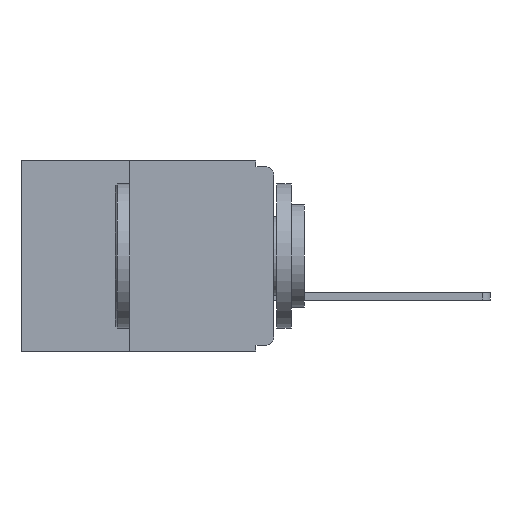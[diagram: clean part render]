
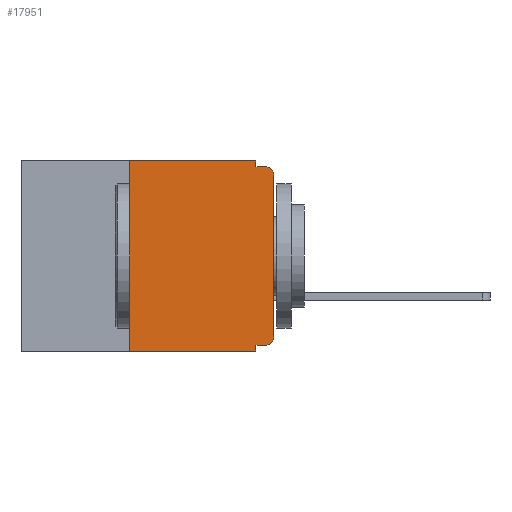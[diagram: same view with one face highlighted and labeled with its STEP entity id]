
A CAD part, left-side view. The second image highlights one B-rep face of the part: STEP entity #17951.
In plain terms, the highlighted planar face has unit normal (-1, 0, 0).
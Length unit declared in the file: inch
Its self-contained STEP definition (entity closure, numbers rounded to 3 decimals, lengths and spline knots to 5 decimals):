
#6 = DIRECTION ( 'NONE',  ( 0., -1., 0. ) ) ;
#33 = CARTESIAN_POINT ( 'NONE',  ( 0., 0.031, -0.32 ) ) ;
#47 = VECTOR ( 'NONE', #6, 39.37008 ) ;
#283 = DIRECTION ( 'NONE',  ( 1., 0., 0. ) ) ;
#745 = VECTOR ( 'NONE', #936, 39.37008 ) ;
#748 = CARTESIAN_POINT ( 'NONE',  ( 0., 0.015, -0.305 ) ) ;
#936 = DIRECTION ( 'NONE',  ( 0., -1., 0. ) ) ;
#1005 = VECTOR ( 'NONE', #28232, 39.37008 ) ;
#1314 = AXIS2_PLACEMENT_3D ( 'NONE', #32519, #283, #19257 ) ;
#1926 = EDGE_LOOP ( 'NONE', ( #16210, #5663, #26224, #33057, #5402, #25643, #25613, #22362, #9473, #21655 ) ) ;
#3326 = EDGE_CURVE ( 'NONE', #9432, #9112, #30135, .T. ) ;
#3348 = EDGE_CURVE ( 'NONE', #9112, #15957, #34669, .T. ) ;
#3521 = DIRECTION ( 'NONE',  ( 0., 0., -1. ) ) ;
#3956 = AXIS2_PLACEMENT_3D ( 'NONE', #18678, #18631, #18526 ) ;
#4100 = VECTOR ( 'NONE', #12796, 39.37008 ) ;
#4511 = EDGE_CURVE ( 'NONE', #32821, #25560, #26756, .T. ) ;
#5402 = ORIENTED_EDGE ( 'NONE', *, *, #20067, .F. ) ;
#5644 = LINE ( 'NONE', #11365, #13664 ) ;
#5663 = ORIENTED_EDGE ( 'NONE', *, *, #3348, .T. ) ;
#6592 = CARTESIAN_POINT ( 'NONE',  ( 0., 0., -0.305 ) ) ;
#8149 = CARTESIAN_POINT ( 'NONE',  ( 0., 0.031, -0.33 ) ) ;
#8507 = CARTESIAN_POINT ( 'NONE',  ( 0., 0.031, 0. ) ) ;
#9112 = VERTEX_POINT ( 'NONE', #21471 ) ;
#9432 = VERTEX_POINT ( 'NONE', #6592 ) ;
#9473 = ORIENTED_EDGE ( 'NONE', *, *, #14854, .F. ) ;
#11329 = EDGE_CURVE ( 'NONE', #29648, #15957, #22514, .T. ) ;
#11365 = CARTESIAN_POINT ( 'NONE',  ( 0., 0.437, -0.33 ) ) ;
#11383 = LINE ( 'NONE', #23274, #4100 ) ;
#11850 = CARTESIAN_POINT ( 'NONE',  ( 0., 0.437, 0. ) ) ;
#12750 = FACE_OUTER_BOUND ( 'NONE', #1926, .T. ) ;
#12796 = DIRECTION ( 'NONE',  ( 0., 0., -1. ) ) ;
#13664 = VECTOR ( 'NONE', #29993, 39.37008 ) ;
#13906 = PLANE ( 'NONE',  #1314 ) ;
#14854 = EDGE_CURVE ( 'NONE', #28602, #32821, #15486, .T. ) ;
#14962 = CARTESIAN_POINT ( 'NONE',  ( 0., 0., -0.32 ) ) ;
#15486 = LINE ( 'NONE', #14962, #1005 ) ;
#15602 = VECTOR ( 'NONE', #22516, 39.37008 ) ;
#15957 = VERTEX_POINT ( 'NONE', #30275 ) ;
#16068 = LINE ( 'NONE', #11850, #745 ) ;
#16210 = ORIENTED_EDGE ( 'NONE', *, *, #3326, .T. ) ;
#16438 = LINE ( 'NONE', #19823, #15602 ) ;
#17344 = AXIS2_PLACEMENT_3D ( 'NONE', #748, #19691, #3521 ) ;
#17951 = ADVANCED_FACE ( 'NONE', ( #12750 ), #13906, .F. ) ;
#18526 = DIRECTION ( 'NONE',  ( 0., 0., -1. ) ) ;
#18631 = DIRECTION ( 'NONE',  ( -1., 0., 0. ) ) ;
#18644 = CARTESIAN_POINT ( 'NONE',  ( 0., 0.25, 0. ) ) ;
#18678 = CARTESIAN_POINT ( 'NONE',  ( 0., 0.015, -0.025 ) ) ;
#19145 = CARTESIAN_POINT ( 'NONE',  ( 0., 0.015, -0.32 ) ) ;
#19257 = DIRECTION ( 'NONE',  ( 0., 0., -1. ) ) ;
#19264 = DIRECTION ( 'NONE',  ( 0., 0., 1. ) ) ;
#19661 = VECTOR ( 'NONE', #25861, 39.37008 ) ;
#19691 = DIRECTION ( 'NONE',  ( -1., 0., 0. ) ) ;
#19823 = CARTESIAN_POINT ( 'NONE',  ( 0., 0.25, -0.33 ) ) ;
#19864 = CARTESIAN_POINT ( 'NONE',  ( 0., 0., 0. ) ) ;
#20067 = EDGE_CURVE ( 'NONE', #21760, #21913, #16068, .T. ) ;
#20642 = EDGE_CURVE ( 'NONE', #34303, #21760, #16438, .T. ) ;
#21036 = CARTESIAN_POINT ( 'NONE',  ( 0., 0.031, -0.01 ) ) ;
#21471 = CARTESIAN_POINT ( 'NONE',  ( 0., 0., -0.025 ) ) ;
#21572 = CARTESIAN_POINT ( 'NONE',  ( 0., 0., -0.01 ) ) ;
#21655 = ORIENTED_EDGE ( 'NONE', *, *, #21999, .T. ) ;
#21760 = VERTEX_POINT ( 'NONE', #18644 ) ;
#21913 = VERTEX_POINT ( 'NONE', #8507 ) ;
#21999 = EDGE_CURVE ( 'NONE', #28602, #9432, #26334, .T. ) ;
#22362 = ORIENTED_EDGE ( 'NONE', *, *, #4511, .F. ) ;
#22514 = LINE ( 'NONE', #21572, #47 ) ;
#22516 = DIRECTION ( 'NONE',  ( 0., 0., 1. ) ) ;
#23274 = CARTESIAN_POINT ( 'NONE',  ( 0., 0.031, 0. ) ) ;
#25560 = VERTEX_POINT ( 'NONE', #8149 ) ;
#25613 = ORIENTED_EDGE ( 'NONE', *, *, #26743, .T. ) ;
#25643 = ORIENTED_EDGE ( 'NONE', *, *, #20642, .F. ) ;
#25861 = DIRECTION ( 'NONE',  ( 0., 0., -1. ) ) ;
#26126 = CARTESIAN_POINT ( 'NONE',  ( 0., 0.031, -0.33 ) ) ;
#26224 = ORIENTED_EDGE ( 'NONE', *, *, #11329, .F. ) ;
#26334 = CIRCLE ( 'NONE', #17344, 0.015 ) ;
#26743 = EDGE_CURVE ( 'NONE', #34303, #25560, #5644, .T. ) ;
#26756 = LINE ( 'NONE', #26126, #19661 ) ;
#27627 = VECTOR ( 'NONE', #19264, 39.37008 ) ;
#28232 = DIRECTION ( 'NONE',  ( 0., 1., 0. ) ) ;
#28602 = VERTEX_POINT ( 'NONE', #19145 ) ;
#29554 = EDGE_CURVE ( 'NONE', #21913, #29648, #11383, .T. ) ;
#29648 = VERTEX_POINT ( 'NONE', #21036 ) ;
#29993 = DIRECTION ( 'NONE',  ( 0., -1., 0. ) ) ;
#30135 = LINE ( 'NONE', #19864, #27627 ) ;
#30275 = CARTESIAN_POINT ( 'NONE',  ( 0., 0.015, -0.01 ) ) ;
#31402 = CARTESIAN_POINT ( 'NONE',  ( 0., 0.25, -0.33 ) ) ;
#32519 = CARTESIAN_POINT ( 'NONE',  ( 0., 0.437, 0. ) ) ;
#32821 = VERTEX_POINT ( 'NONE', #33 ) ;
#33057 = ORIENTED_EDGE ( 'NONE', *, *, #29554, .F. ) ;
#34303 = VERTEX_POINT ( 'NONE', #31402 ) ;
#34669 = CIRCLE ( 'NONE', #3956, 0.015 ) ;
